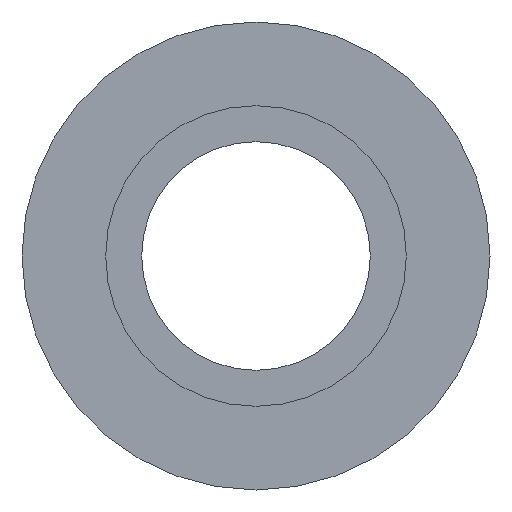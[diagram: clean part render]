
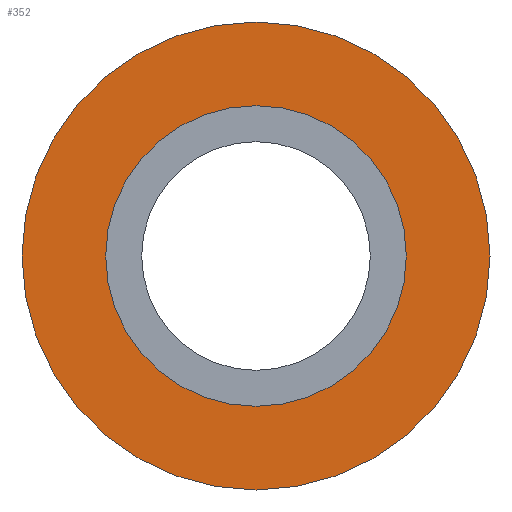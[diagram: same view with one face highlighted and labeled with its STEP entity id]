
A CAD part, front view. The second image highlights one B-rep face of the part: STEP entity #352.
In plain terms, the highlighted planar face has unit normal (0, -1, 0).
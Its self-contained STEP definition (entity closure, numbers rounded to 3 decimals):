
#16=FACE_BOUND('',#63,.T.);
#20=PLANE('',#391);
#40=FACE_OUTER_BOUND('',#62,.T.);
#62=EDGE_LOOP('',(#301));
#63=EDGE_LOOP('',(#302));
#77=CIRCLE('',#392,6.5);
#78=CIRCLE('',#393,4.175);
#164=VERTEX_POINT('',#1965);
#165=VERTEX_POINT('',#1967);
#212=EDGE_CURVE('',#164,#164,#77,.T.);
#213=EDGE_CURVE('',#165,#165,#78,.T.);
#301=ORIENTED_EDGE('',*,*,#212,.F.);
#302=ORIENTED_EDGE('',*,*,#213,.T.);
#352=ADVANCED_FACE('',(#40,#16),#20,.F.);
#391=AXIS2_PLACEMENT_3D('',#1964,#452,#453);
#392=AXIS2_PLACEMENT_3D('',#1966,#454,#455);
#393=AXIS2_PLACEMENT_3D('',#1968,#456,#457);
#452=DIRECTION('center_axis',(0.,1.,0.));
#453=DIRECTION('ref_axis',(-1.,0.,0.));
#454=DIRECTION('center_axis',(0.,1.,0.));
#455=DIRECTION('ref_axis',(-1.,0.,0.));
#456=DIRECTION('center_axis',(0.,1.,0.));
#457=DIRECTION('ref_axis',(1.,0.,0.));
#1964=CARTESIAN_POINT('Origin',(0.,60.,0.));
#1965=CARTESIAN_POINT('',(6.5,60.,0.));
#1966=CARTESIAN_POINT('Origin',(0.,60.,0.));
#1967=CARTESIAN_POINT('',(-4.175,60.,0.));
#1968=CARTESIAN_POINT('Origin',(0.,60.,0.));
